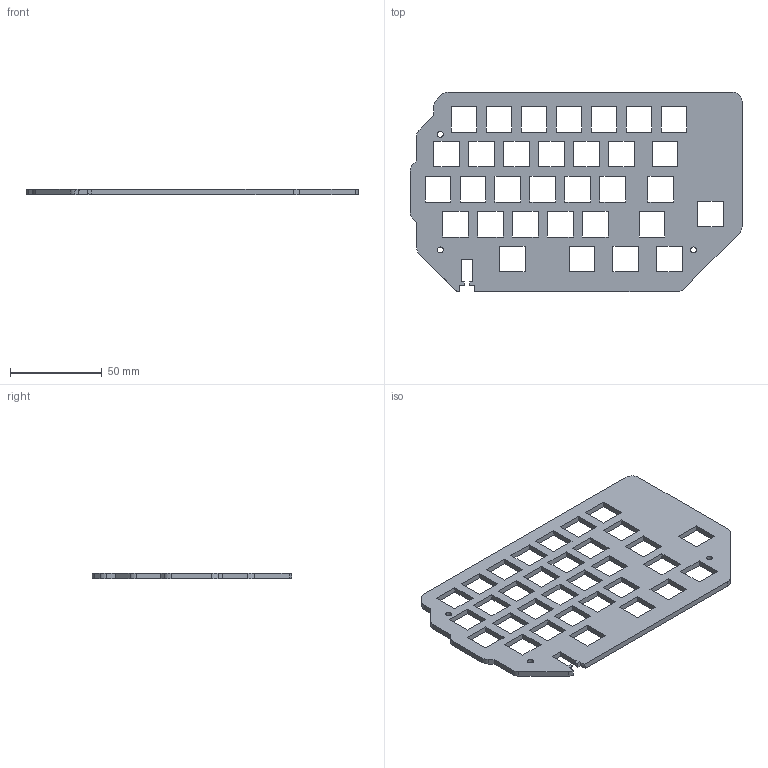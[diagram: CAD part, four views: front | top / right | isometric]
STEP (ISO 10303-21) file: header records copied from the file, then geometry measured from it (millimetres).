
FILE_DESCRIPTION(/* description */ (''),/* implementation_level */ '2;1');
FILE_NAME(/* name */ 'Right Plate.step',/* time_stamp */ '2025-09-20T17:30:31+05:30',/* author */ (''),/* organization */ (''),/* preprocessor_version */ 'ST-DEVELOPER v20.1',/* originating_system */ 'Autodesk Translation Framework v14.17.0.0',/* authorisation */ '');
FILE_SCHEMA (('AUTOMOTIVE_DESIGN { 1 0 10303 214 3 1 1 }'));
Length unit declared in the file: millimetre
Products named in the file (1): Right Plate
Bounding box: 180.91 x 108.77 x 3 mm (x, y, z)
Volume: 35994.9 mm3; surface area: 31175.3 mm2
Topology: 1 solids, 1 shells, 167 faces, 495 edges, 330 vertices
Faces by surface type: plane 150, cylinder 16, bspline 1
Full cylindrical faces by diameter (mm): 3.2 x3
Entity records: 5724 total; most frequent: CARTESIAN_POINT 1045, ORIENTED_EDGE 990, DIRECTION 858, EDGE_CURVE 495, LINE 460, VECTOR 460, VERTEX_POINT 330, EDGE_LOOP 237
